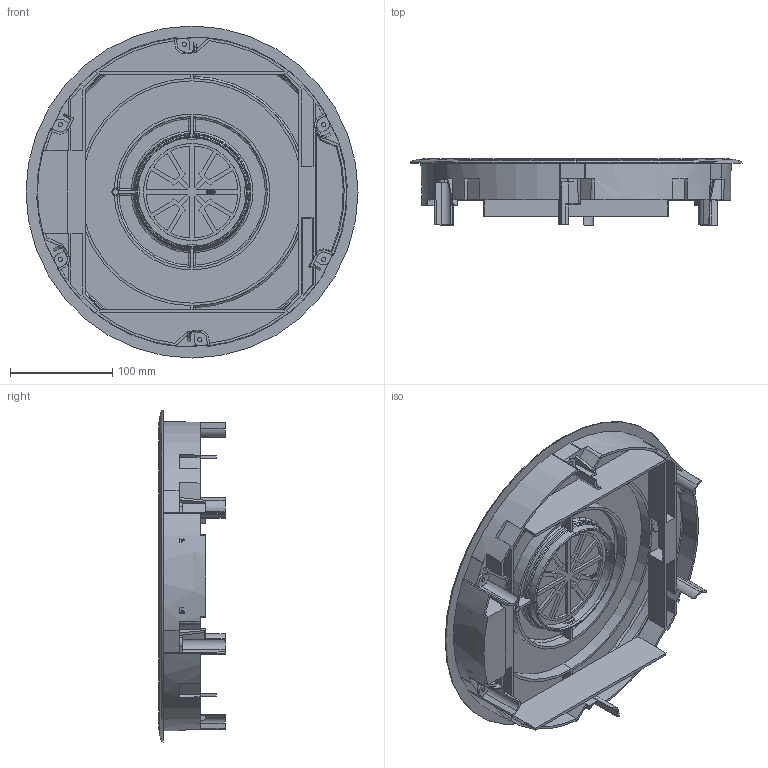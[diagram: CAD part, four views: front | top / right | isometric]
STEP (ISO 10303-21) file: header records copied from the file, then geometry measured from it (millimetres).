
FILE_DESCRIPTION (( 'STEP AP214' ), '1' );
FILE_NAME ('7405750.STEP', '2025-02-17T10:24:31', ( '' ), ( '' ), 'SwSTEP 2.0', 'SolidWorks 2024', '' );
FILE_SCHEMA (( 'AUTOMOTIVE_DESIGN' ));
Length unit declared in the file: millimetre
Products named in the file (6): 7405750; 058186_Standard; 036163_Standard; 040099_QS Version; 040101_überdreht; 040199_Standard
Assembly tree (5 placements, depth 3):
  7405750
    040199_Standard
      040101_überdreht
      040099_QS Version
    058186_Standard
      036163_Standard
Bounding box: 325 x 64.81 x 325 mm (x, y, z)
Volume: 626840.5 mm3; surface area: 430175 mm2
Topology: 8 solids, 8 shells, 996 faces, 2544 edges, 1568 vertices
Faces by surface type: plane 435, cylinder 277, bspline 125, torus 81, cone 54, sphere 24
Entity records: 33081 total; most frequent: CARTESIAN_POINT 10115, ORIENTED_EDGE 5016, DIRECTION 4480, EDGE_CURVE 2508, AXIS2_PLACEMENT_3D 1611, VERTEX_POINT 1568, VECTOR 1258, LINE 1258
